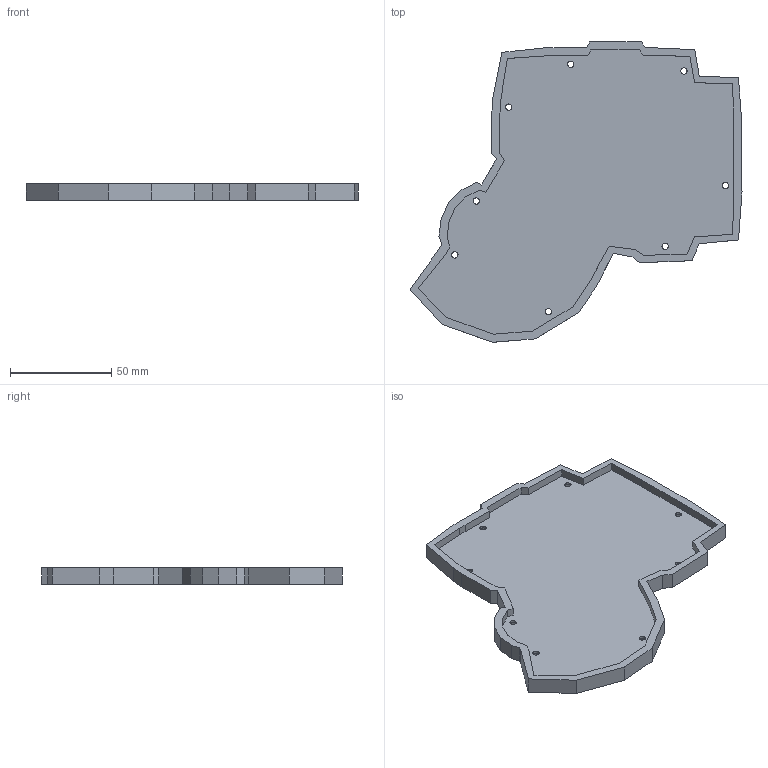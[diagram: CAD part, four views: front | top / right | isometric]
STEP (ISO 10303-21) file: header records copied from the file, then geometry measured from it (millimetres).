
FILE_DESCRIPTION(('STEP AP214'),'1');
FILE_NAME('keyboard_back.stp','2025-10-03T05:33:56',(' '),(' '),'Spatial InterOp 3D',' ',' ');
FILE_SCHEMA(('AUTOMOTIVE_DESIGN { 1 0 10303 214 1 1 1 1 }'));
Length unit declared in the file: metre
Products named in the file (2): keyboard_back; krk_keyboard-plateright (1)
Assembly tree (1 placements, depth 2):
  keyboard_back
    krk_keyboard-plateright (1)
Bounding box: 163.78 x 148.32 x 8 mm (x, y, z)
Volume: 71129.5 mm3; surface area: 39426 mm2
Topology: 1 solids, 1 shells, 152 faces, 394 edges, 264 vertices
Faces by surface type: plane 98, cylinder 54
Entity records: 4742 total; most frequent: CARTESIAN_POINT 812, DIRECTION 810, ORIENTED_EDGE 788, EDGE_CURVE 394, LINE 286, VECTOR 286, VERTEX_POINT 264, AXIS2_PLACEMENT_3D 262
